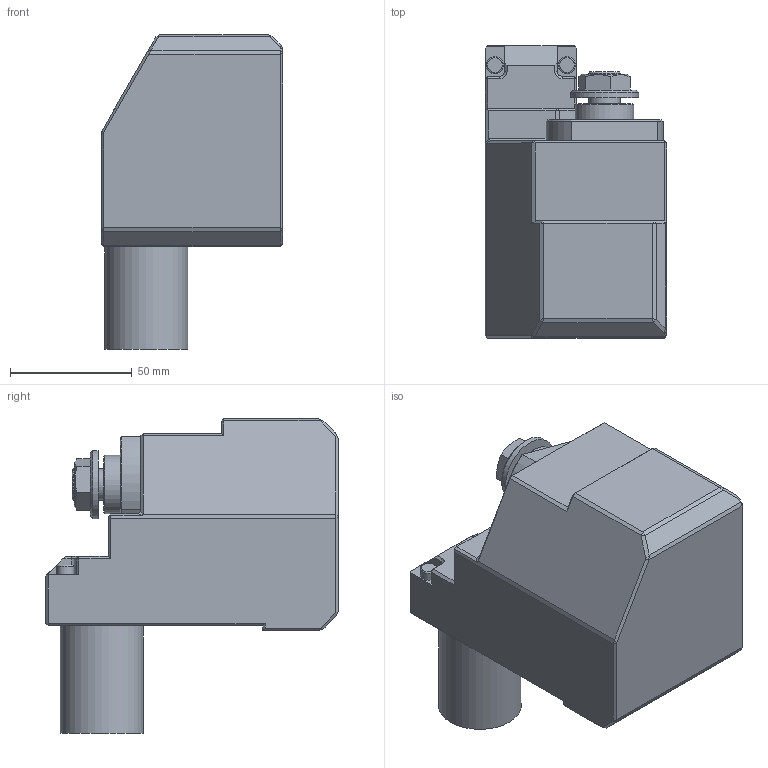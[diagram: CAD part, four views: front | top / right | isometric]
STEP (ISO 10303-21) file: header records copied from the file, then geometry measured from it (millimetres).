
FILE_DESCRIPTION(/* description */ (''),/* implementation_level */ '2;1');
FILE_NAME(/* name */ '1 - 541-91-00 polygoneur.stp',/* time_stamp */ '2015-05-29T13:53:43+02:00',/* author */ ('AIm'),/* organization */ (''),/* preprocessor_version */ 'ST-DEVELOPER v16.1',/* originating_system */ 'Autodesk Inventor 2016',/* authorisation */ '');
FILE_SCHEMA (('AUTOMOTIVE_DESIGN { 1 0 10303 214 3 1 1 }'));
Length unit declared in the file: millimetre
Products named in the file (4): 541-91-00_polygoneur; rondelle_polygoneur; ecrou_polygoneur; 1 - 541-91-00 polygoneur
Assembly tree (3 placements, depth 2):
  1 - 541-91-00 polygoneur
    541-91-00_polygoneur
    rondelle_polygoneur
    ecrou_polygoneur
Bounding box: 74.6 x 120 x 129 mm (x, y, z)
Volume: 530439.8 mm3; surface area: 49355.2 mm2
Topology: 3 solids, 3 shells, 160 faces, 344 edges, 196 vertices
Faces by surface type: plane 134, cylinder 13, cone 11, torus 2
Full cylindrical faces by diameter (mm): 7 x2, 12 x1, 13 x1, 13.5 x1, 24 x1, 28 x1, 34 x1
Entity records: 4150 total; most frequent: CARTESIAN_POINT 713, DIRECTION 690, ORIENTED_EDGE 654, EDGE_CURVE 327, LINE 278, VECTOR 278, AXIS2_PLACEMENT_3D 206, VERTEX_POINT 195
